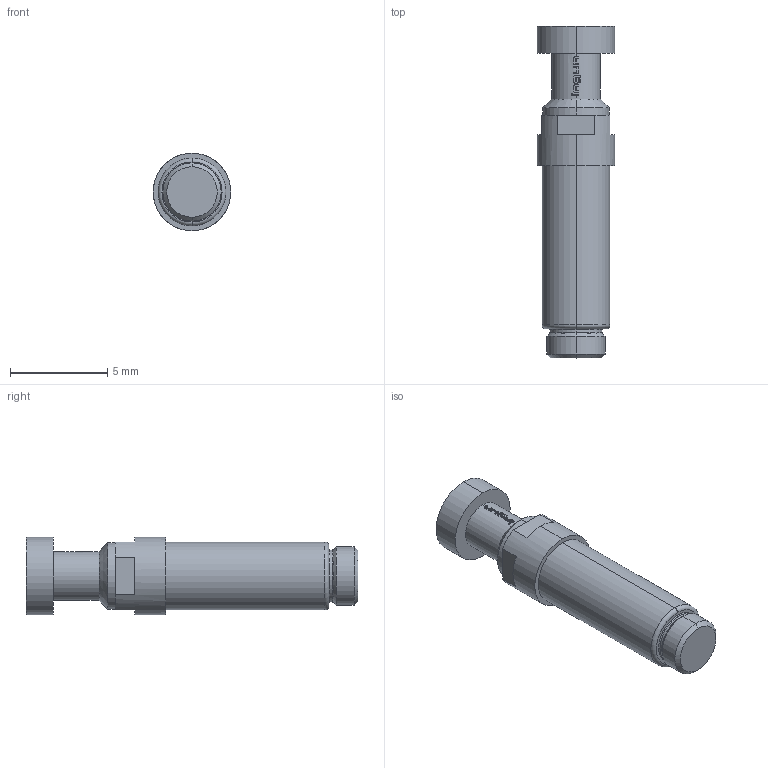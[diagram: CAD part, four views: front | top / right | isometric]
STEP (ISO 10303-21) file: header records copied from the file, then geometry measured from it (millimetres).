
FILE_DESCRIPTION (( 'STEP AP203' ), '1' );
FILE_NAME ('INGUN_HSS-552_302_400_A_xx03_M.STEP', '2022-02-02T10:32:48', ( 'ochi' ), ( '' ), 'SwSTEP 2.0', 'SolidWorks 2018', '' );
FILE_SCHEMA (( 'CONFIG_CONTROL_DESIGN' ));
Length unit declared in the file: millimetre
Products named in the file (1): INGUN_HSS-552_302_400_A_xx03_M
Bounding box: 4 x 17.1 x 4 mm (x, y, z)
Volume: 158.1 mm3; surface area: 220.9 mm2
Topology: 1 solids, 1 shells, 112 faces, 299 edges, 194 vertices
Faces by surface type: plane 54, cylinder 24, bspline 22, torus 6, cone 6
Entity records: 3742 total; most frequent: CARTESIAN_POINT 1006, ORIENTED_EDGE 598, DIRECTION 503, EDGE_CURVE 299, AXIS2_PLACEMENT_3D 199, VERTEX_POINT 194, EDGE_LOOP 117, ADVANCED_FACE 112
